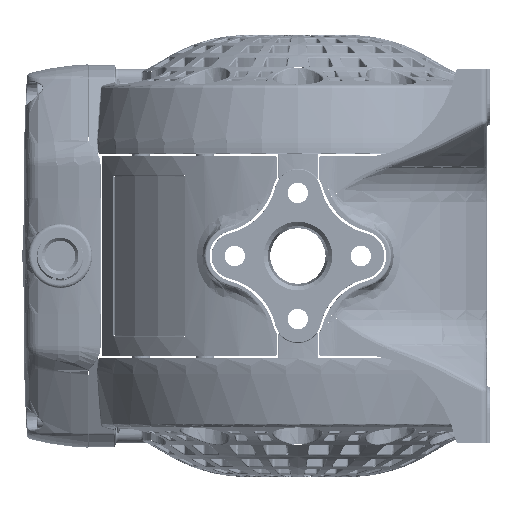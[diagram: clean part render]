
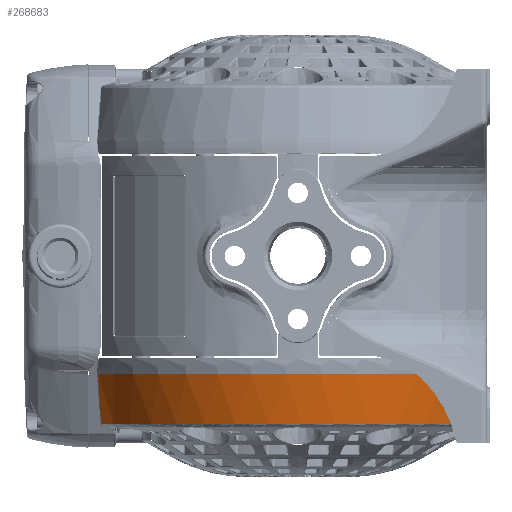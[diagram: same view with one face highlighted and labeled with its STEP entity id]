
A CAD part, left-side view. The second image highlights one B-rep face of the part: STEP entity #268683.
In plain terms, the highlighted conical face has half-angle 12.3 degrees and reference radius 106.5 mm.
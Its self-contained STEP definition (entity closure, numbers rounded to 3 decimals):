
#2641 = ORIENTED_EDGE ( 'NONE', *, *, #17788, .F. ) ;
#17788 = EDGE_CURVE ( 'NONE', #339365, #401639, #107233, .T. ) ;
#18255 = CARTESIAN_POINT ( 'NONE',  ( -48.178, -90.529, -72.635 ) ) ;
#23651 = CARTESIAN_POINT ( 'NONE',  ( -57.269, -84.736, -73.885 ) ) ;
#32431 = DIRECTION ( 'NONE',  ( 1., 0., 0. ) ) ;
#50931 = CARTESIAN_POINT ( 'NONE',  ( -45.66, -91.953, -72.107 ) ) ;
#56290 = CARTESIAN_POINT ( 'NONE',  ( -57.691, -84.528, -73.585 ) ) ;
#60972 = AXIS2_PLACEMENT_3D ( 'NONE', #421378, #226911, #32431 ) ;
#66416 = B_SPLINE_CURVE_WITH_KNOTS ( 'NONE', 3,
 ( #159501, #192116, #419247, #224805 ),
 .UNSPECIFIED., .F., .F.,
 ( 4, 4 ),
 ( 0.037, 0.053 ),
 .UNSPECIFIED. ) ;
#75898 = CARTESIAN_POINT ( 'NONE',  ( -58.109, -84.401, -72.98 ) ) ;
#78444 = CARTESIAN_POINT ( 'NONE',  ( -44.809, -92.407, -71.937 ) ) ;
#88877 = CARTESIAN_POINT ( 'NONE',  ( -58.037, -84.404, -73.156 ) ) ;
#100884 = EDGE_CURVE ( 'NONE', #171188, #390144, #270293, .T. ) ;
#105095 = CARTESIAN_POINT ( 'NONE',  ( 0., 0., -54.5 ) ) ;
#107233 = B_SPLINE_CURVE_WITH_KNOTS ( 'NONE', 3,
 ( #180147, #110551, #147398, #212686, #18255, #245289, #50931, #278029 ),
 .UNSPECIFIED., .F., .F.,
 ( 4, 2, 2, 4 ),
 ( 0.004, 0.01, 0.013, 0.016 ),
 .UNSPECIFIED. ) ;
#110551 = CARTESIAN_POINT ( 'NONE',  ( -53.071, -87.484, -73.743 ) ) ;
#126631 = CARTESIAN_POINT ( 'NONE',  ( -38.507, 98.432, -58.185 ) ) ;
#130107 = ORIENTED_EDGE ( 'NONE', *, *, #246034, .T. ) ;
#133458 = DIRECTION ( 'NONE',  ( 0., 0., -1. ) ) ;
#139345 = EDGE_LOOP ( 'NONE', ( #130107, #199035, #393326, #213518, #2641, #397243, #157876 ) ) ;
#141222 = CARTESIAN_POINT ( 'NONE',  ( -63.967, -84.143, -58.185 ) ) ;
#143281 = B_SPLINE_CURVE_WITH_KNOTS ( 'NONE', 3,
 ( #355530, #293141, #358361, #163915 ),
 .UNSPECIFIED., .F., .F.,
 ( 4, 4 ),
 ( 0., 0.027 ),
 .UNSPECIFIED. ) ;
#147398 = CARTESIAN_POINT ( 'NONE',  ( -51.464, -88.534, -73.365 ) ) ;
#152847 = CARTESIAN_POINT ( 'NONE',  ( -56.181, -85.371, -74.228 ) ) ;
#157876 = ORIENTED_EDGE ( 'NONE', *, *, #173780, .F. ) ;
#159501 = CARTESIAN_POINT ( 'NONE',  ( -63.967, -84.143, -58.185 ) ) ;
#163915 = CARTESIAN_POINT ( 'NONE',  ( -27.21, 96.635, -82.51 ) ) ;
#167205 = CARTESIAN_POINT ( 'NONE',  ( -39.583, -92.26, -82.51 ) ) ;
#171188 = VERTEX_POINT ( 'NONE', #342795 ) ;
#172074 = B_SPLINE_CURVE_WITH_KNOTS ( 'NONE', 3,
 ( #212391, #406883, #375545, #181212, #408261, #152847, #379863, #185467, #412560, #218134, #23651, #250719, #56290, #283418, #88877, #316128 ),
 .UNSPECIFIED., .F., .F.,
 ( 4, 2, 2, 2, 2, 2, 2, 4 ),
 ( 0., 0.001, 0.002, 0.002, 0.003, 0.003, 0.004, 0.004 ),
 .UNSPECIFIED. ) ;
#173780 = EDGE_CURVE ( 'NONE', #223805, #361205, #66416, .T. ) ;
#175072 = CARTESIAN_POINT ( 'NONE',  ( -39.583, -92.26, -82.51 ) ) ;
#180147 = CARTESIAN_POINT ( 'NONE',  ( -54.645, -86.388, -74.13 ) ) ;
#181212 = CARTESIAN_POINT ( 'NONE',  ( -55.713, -85.669, -74.26 ) ) ;
#185467 = CARTESIAN_POINT ( 'NONE',  ( -56.654, -85.083, -74.133 ) ) ;
#192116 = CARTESIAN_POINT ( 'NONE',  ( -62.069, -84.229, -63.138 ) ) ;
#198110 = VERTEX_POINT ( 'NONE', #126631 ) ;
#199035 = ORIENTED_EDGE ( 'NONE', *, *, #398159, .T. ) ;
#203586 = CARTESIAN_POINT ( 'NONE',  ( -44.809, -92.407, -71.937 ) ) ;
#212391 = CARTESIAN_POINT ( 'NONE',  ( -54.645, -86.388, -74.13 ) ) ;
#212686 = CARTESIAN_POINT ( 'NONE',  ( -49.005, -90.039, -72.815 ) ) ;
#213518 = ORIENTED_EDGE ( 'NONE', *, *, #328600, .T. ) ;
#218134 = CARTESIAN_POINT ( 'NONE',  ( -57.117, -84.818, -73.962 ) ) ;
#223805 = VERTEX_POINT ( 'NONE', #141222 ) ;
#224805 = CARTESIAN_POINT ( 'NONE',  ( -58.109, -84.401, -72.98 ) ) ;
#226911 = DIRECTION ( 'NONE',  ( 0., 0., 1. ) ) ;
#245289 = CARTESIAN_POINT ( 'NONE',  ( -46.505, -91.486, -72.281 ) ) ;
#246034 = EDGE_CURVE ( 'NONE', #223805, #198110, #371010, .T. ) ;
#250719 = CARTESIAN_POINT ( 'NONE',  ( -57.554, -84.592, -73.698 ) ) ;
#268406 = DIRECTION ( 'NONE',  ( 1., 0., 0. ) ) ;
#268683 = ADVANCED_FACE ( 'NONE', ( #383197 ), #342492, .T. ) ;
#270293 = CIRCLE ( 'NONE', #60972, 100.393 ) ;
#272938 = CARTESIAN_POINT ( 'NONE',  ( -43.134, -92.357, -75.494 ) ) ;
#278029 = CARTESIAN_POINT ( 'NONE',  ( -44.809, -92.407, -71.937 ) ) ;
#283418 = CARTESIAN_POINT ( 'NONE',  ( -57.934, -84.434, -73.313 ) ) ;
#293141 = CARTESIAN_POINT ( 'NONE',  ( -34.737, 98.007, -66.302 ) ) ;
#303024 = AXIS2_PLACEMENT_3D ( 'NONE', #327976, #133458, #360600 ) ;
#316128 = CARTESIAN_POINT ( 'NONE',  ( -58.109, -84.401, -72.98 ) ) ;
#327286 = B_SPLINE_CURVE_WITH_KNOTS ( 'NONE', 3,
 ( #175072, #402138, #272938, #78444 ),
 .UNSPECIFIED., .F., .F.,
 ( 4, 4 ),
 ( 0.001, 0.013 ),
 .UNSPECIFIED. ) ;
#327976 = CARTESIAN_POINT ( 'NONE',  ( 0., 0., -58.185 ) ) ;
#328600 = EDGE_CURVE ( 'NONE', #390144, #401639, #327286, .T. ) ;
#332205 = DIRECTION ( 'NONE',  ( 0., 0., 1. ) ) ;
#334128 = CARTESIAN_POINT ( 'NONE',  ( -54.645, -86.388, -74.13 ) ) ;
#339365 = VERTEX_POINT ( 'NONE', #334128 ) ;
#342492 = CONICAL_SURFACE ( 'NONE', #405657, 106.5, 0.215 ) ;
#342795 = CARTESIAN_POINT ( 'NONE',  ( -27.21, 96.635, -82.51 ) ) ;
#355530 = CARTESIAN_POINT ( 'NONE',  ( -38.507, 98.432, -58.185 ) ) ;
#358361 = CARTESIAN_POINT ( 'NONE',  ( -30.97, 97.411, -74.413 ) ) ;
#360600 = DIRECTION ( 'NONE',  ( -1., 0., 0. ) ) ;
#361205 = VERTEX_POINT ( 'NONE', #75898 ) ;
#371010 = CIRCLE ( 'NONE', #303024, 105.697 ) ;
#375545 = CARTESIAN_POINT ( 'NONE',  ( -55.251, -85.972, -74.247 ) ) ;
#379863 = CARTESIAN_POINT ( 'NONE',  ( -56.34, -85.273, -74.204 ) ) ;
#383197 = FACE_OUTER_BOUND ( 'NONE', #139345, .T. ) ;
#390144 = VERTEX_POINT ( 'NONE', #167205 ) ;
#393326 = ORIENTED_EDGE ( 'NONE', *, *, #100884, .T. ) ;
#397243 = ORIENTED_EDGE ( 'NONE', *, *, #417482, .T. ) ;
#398159 = EDGE_CURVE ( 'NONE', #198110, #171188, #143281, .T. ) ;
#401639 = VERTEX_POINT ( 'NONE', #203586 ) ;
#402138 = CARTESIAN_POINT ( 'NONE',  ( -41.399, -92.308, -79.022 ) ) ;
#405657 = AXIS2_PLACEMENT_3D ( 'NONE', #105095, #332205, #268406 ) ;
#406883 = CARTESIAN_POINT ( 'NONE',  ( -54.946, -86.178, -74.204 ) ) ;
#408261 = CARTESIAN_POINT ( 'NONE',  ( -55.868, -85.569, -74.256 ) ) ;
#412560 = CARTESIAN_POINT ( 'NONE',  ( -56.81, -84.992, -74.086 ) ) ;
#417482 = EDGE_CURVE ( 'NONE', #339365, #361205, #172074, .T. ) ;
#419247 = CARTESIAN_POINT ( 'NONE',  ( -60.12, -84.315, -68.073 ) ) ;
#421378 = CARTESIAN_POINT ( 'NONE',  ( 0., 0., -82.51 ) ) ;
